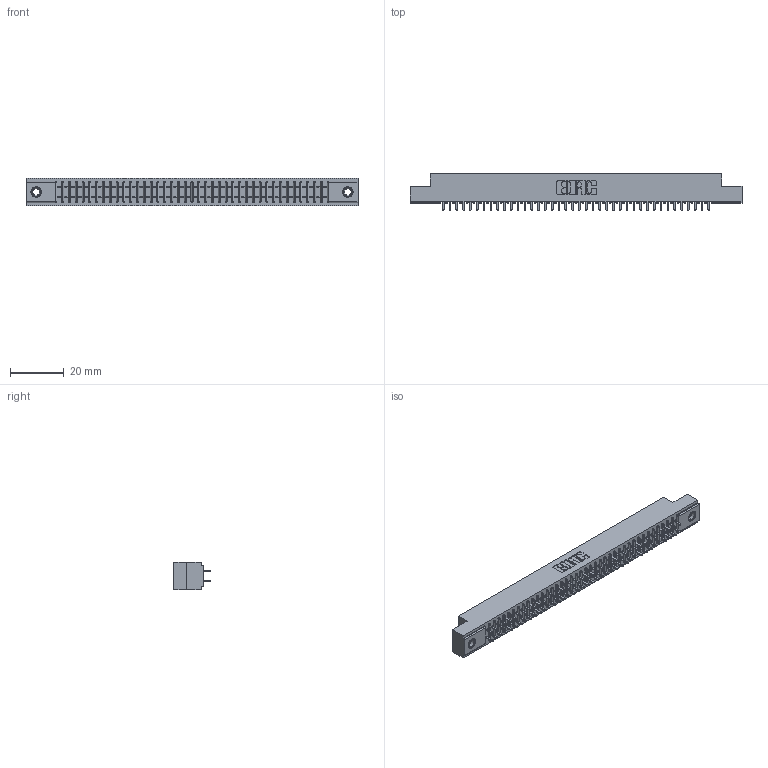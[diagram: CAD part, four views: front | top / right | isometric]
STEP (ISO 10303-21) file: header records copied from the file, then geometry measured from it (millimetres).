
FILE_DESCRIPTION (( 'STEP AP203' ), '1' );
FILE_NAME ('341-080-524-207.STEP', '2018-08-07T21:46:55', ( '' ), ( '' ), 'SwSTEP 2.0', 'SolidWorks 2016', '' );
FILE_SCHEMA (( 'CONFIG_CONTROL_DESIGN' ));
Length unit declared in the file: inch
Products named in the file (4): 341-292-001_341-292-124; 345-250-001_345-250-005-103; 341-080-524-207; 341 Part_.156 (3.96) Dia Mounting Holes
Assembly tree (83 placements, depth 2):
  341-080-524-207
    341 Part_.156 (3.96) Dia Mounting Holes
    341-292-001_341-292-124  x80
    345-250-001_345-250-005-103  x2
Bounding box: 123.83 x 13.64 x 10.16 mm (x, y, z)
Volume: 9121 mm3; surface area: 16008.8 mm2
Topology: 83 solids, 83 shells, 5456 faces, 15772 edges, 10210 vertices
Faces by surface type: plane 3300, cylinder 1980, sphere 82, torus 82, cone 12
Entity records: 49860 total; most frequent: CARTESIAN_POINT 8271, ORIENTED_EDGE 8212, DIRECTION 8038, EDGE_CURVE 4106, LINE 3312, VECTOR 3312, VERTEX_POINT 2596, AXIS2_PLACEMENT_3D 2363
